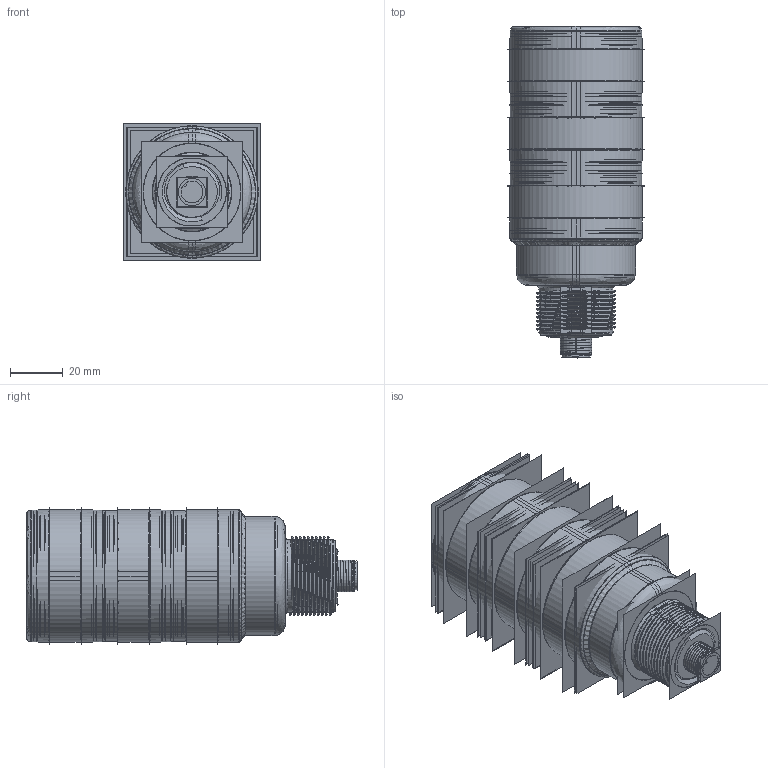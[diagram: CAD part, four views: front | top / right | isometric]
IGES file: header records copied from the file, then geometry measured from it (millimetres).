
Start section:  PTC IGES file: 160285.igs
Global section: file name: 160285.igs; native system: Creo Parametric by PTC Inc.; preprocessor: 2019292; author: PDMAdmin; organization: Unknown; date: 20220418.094855; units: millimetre
Bounding box: 52.04 x 125.33 x 52 mm (x, y, z)
Volume: 70429.8 mm3; surface area: 681046.3 mm2
Topology: 10 solids, 10 shells, 2378 faces, 12020 edges, 15129 vertices
Faces by surface type: bspline 1262, revolution 1116
